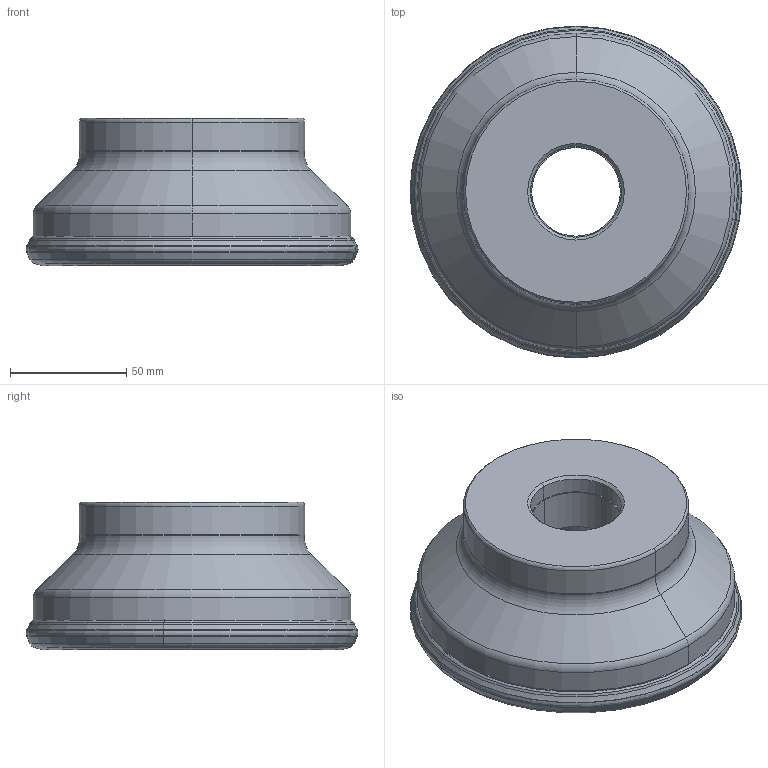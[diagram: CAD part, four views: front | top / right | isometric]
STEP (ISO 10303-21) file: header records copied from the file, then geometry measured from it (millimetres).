
FILE_DESCRIPTION(/* description */ (''),/* implementation_level */ '2;1');
FILE_NAME(/* name */ 'AHX475SUR0510EA_IR0_125.stp',/* time_stamp */ '2021-02-02T08:17:56+09:00',/* author */ (''),/* organization */ (''),/* preprocessor_version */ 'ST-DEVELOPER v16',/* originating_system */ 'SIEMENS PLM Software NX 10.0',/* authorisation */ '');
FILE_SCHEMA (('AUTOMOTIVE_DESIGN { 1 0 10303 214 3 1 1 1 }'));
Length unit declared in the file: millimetre
Products named in the file (1): AHX475SUR0510EA_IR0_125_ASM
Bounding box: 142.64 x 142.64 x 63.5 mm (x, y, z)
Volume: 630287.5 mm3; surface area: 70927.9 mm2
Topology: 2 solids, 2 shells, 121 faces, 324 edges, 237 vertices
Faces by surface type: torus 62, cone 26, cylinder 14, revolution 8, bspline 6, plane 5
Entity records: 4551 total; most frequent: CARTESIAN_POINT 1191, DIRECTION 809, ORIENTED_EDGE 596, AXIS2_PLACEMENT_3D 379, EDGE_CURVE 298, CIRCLE 261, VERTEX_POINT 182, EDGE_LOOP 126
